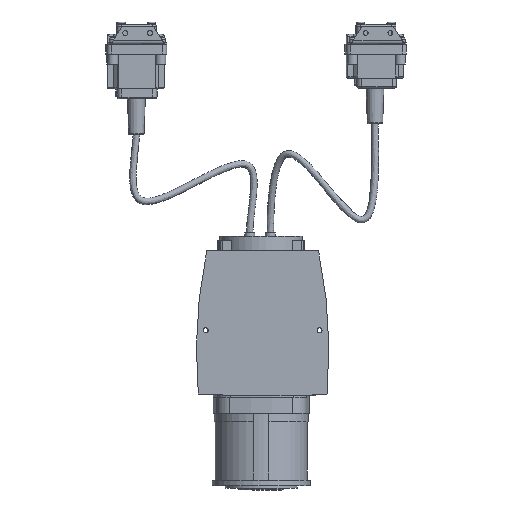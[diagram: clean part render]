
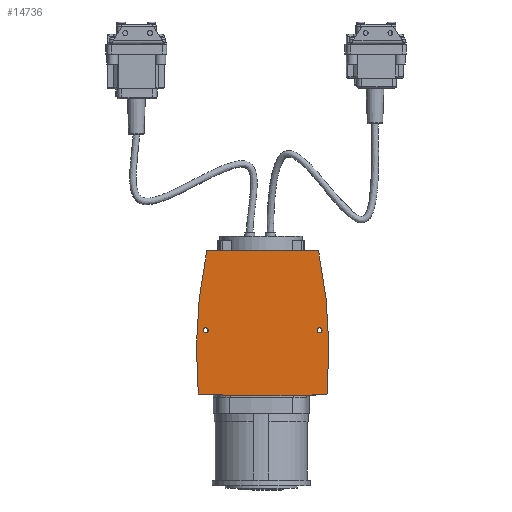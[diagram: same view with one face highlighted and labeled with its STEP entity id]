
A CAD part, front view. The second image highlights one B-rep face of the part: STEP entity #14736.
In plain terms, the highlighted face is planar.
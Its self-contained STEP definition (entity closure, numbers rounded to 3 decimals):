
#470=FACE_BOUND($,#2932,.T.);
#471=FACE_BOUND($,#2933,.T.);
#885=CIRCLE($,#15766,1477.144);
#891=CIRCLE($,#15785,590.5);
#892=CIRCLE($,#15787,3.);
#895=CIRCLE($,#15791,590.5);
#903=CIRCLE($,#15815,3.);
#1422=PLANE($,#15818);
#2031=FACE_OUTER_BOUND($,#2931,.T.);
#2931=EDGE_LOOP($,(#11834,#11835,#11836,#11837));
#2932=EDGE_LOOP($,(#11838));
#2933=EDGE_LOOP($,(#11839));
#4017=LINE($,#25930,#5251);
#5251=VECTOR($,#18468,135.519);
#6798=VERTEX_POINT($,#24893);
#6799=VERTEX_POINT($,#24900);
#6825=VERTEX_POINT($,#25673);
#6826=VERTEX_POINT($,#25681);
#6838=VERTEX_POINT($,#25846);
#6860=VERTEX_POINT($,#26585);
#8510=EDGE_CURVE($,#6799,#6798,#885,.T.);
#8548=EDGE_CURVE($,#6798,#6825,#891,.T.);
#8549=EDGE_CURVE($,#6826,#6826,#892,.T.);
#8565=EDGE_CURVE($,#6799,#6838,#895,.T.);
#8597=EDGE_CURVE($,#6838,#6825,#4017,.T.);
#8604=EDGE_CURVE($,#6860,#6860,#903,.T.);
#11834=ORIENTED_EDGE($,*,*,#8510,.T.);
#11835=ORIENTED_EDGE($,*,*,#8548,.T.);
#11836=ORIENTED_EDGE($,*,*,#8597,.F.);
#11837=ORIENTED_EDGE($,*,*,#8565,.F.);
#11838=ORIENTED_EDGE($,*,*,#8549,.T.);
#11839=ORIENTED_EDGE($,*,*,#8604,.T.);
#14736=ADVANCED_FACE($,(#2031,#470,#471),#1422,.F.);
#15766=AXIS2_PLACEMENT_3D($,#24901,#18341,#18342);
#15785=AXIS2_PLACEMENT_3D($,#25679,#18397,#18398);
#15787=AXIS2_PLACEMENT_3D($,#25682,#18401,#18402);
#15791=AXIS2_PLACEMENT_3D($,#25847,#18413,#18414);
#15815=AXIS2_PLACEMENT_3D($,#26586,#18483,#18484);
#15818=AXIS2_PLACEMENT_3D($,#26637,#18493,#18494);
#18341=DIRECTION('center_axis',(0.,0.,
-1.));
#18342=DIRECTION('ref_axis',(-0.059,0.998,0.));
#18397=DIRECTION('center_axis',(0.,0.,
-1.));
#18398=DIRECTION('ref_axis',(0.988,0.153,0.));
#18401=DIRECTION('center_axis',(0.,0.,
1.));
#18402=DIRECTION('ref_axis',(-1.,0.,0.));
#18413=DIRECTION('center_axis',(0.,0.,
1.));
#18414=DIRECTION('ref_axis',(-0.988,0.153,0.));
#18468=DIRECTION($,(1.,0.,0.));
#18483=DIRECTION('center_axis',(0.,0.,
1.));
#18484=DIRECTION('ref_axis',(1.,0.,0.));
#18493=DIRECTION('center_axis',(0.,0.,
1.));
#18494=DIRECTION('ref_axis',(1.,0.,0.));
#24893=CARTESIAN_POINT('',(78.003,86.006,0.));
#24900=CARTESIAN_POINT('',(-78.059,85.378,0.));
#24901=CARTESIAN_POINT('Origin',(5.905,-1389.378,0.));
#25673=CARTESIAN_POINT('',(67.76,-88.,0.));
#25679=CARTESIAN_POINT('Origin',(-510.142,33.325,0.));
#25681=CARTESIAN_POINT('',(72.,8.,0.));
#25682=CARTESIAN_POINT('Origin',(69.,8.,0.));
#25846=CARTESIAN_POINT('',(-67.76,-88.,0.));
#25847=CARTESIAN_POINT('Origin',(510.142,33.325,0.));
#25930=CARTESIAN_POINT($,(-67.76,-88.,0.));
#26585=CARTESIAN_POINT('',(-72.,8.,0.));
#26586=CARTESIAN_POINT('Origin',(-69.,8.,0.));
#26637=CARTESIAN_POINT('Origin',(-33.496,19.837,0.));
